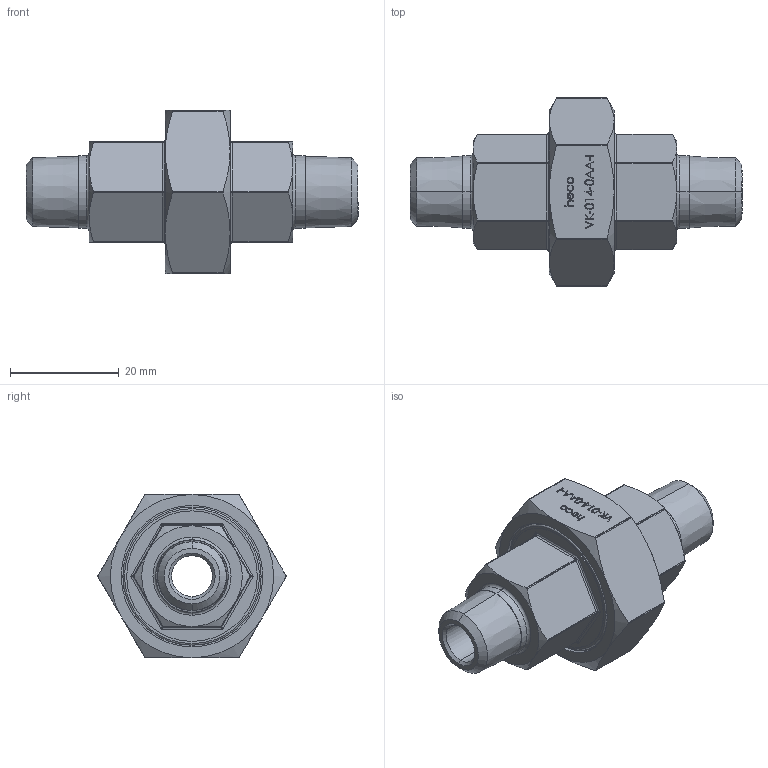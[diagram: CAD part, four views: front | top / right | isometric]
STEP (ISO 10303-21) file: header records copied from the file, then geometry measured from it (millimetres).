
FILE_DESCRIPTION (( 'STEP AP214' ), '1' );
FILE_NAME ('heco_VK-014-0AA-I.STEP', '2016-09-20T13:54:41', ( '' ), ( '' ), 'SwSTEP 2.0', 'SolidWorks 2016', '' );
FILE_SCHEMA (( 'AUTOMOTIVE_DESIGN' ));
Length unit declared in the file: millimetre
Products named in the file (1): heco_VK-014-0AA-I
Bounding box: 61 x 34.55 x 30.05 mm (x, y, z)
Volume: 15229.6 mm3; surface area: 7058.5 mm2
Topology: 1 solids, 1 shells, 332 faces, 821 edges, 512 vertices
Faces by surface type: plane 141, cylinder 76, bspline 65, cone 44, torus 6
Entity records: 14803 total; most frequent: CARTESIAN_POINT 5963, ORIENTED_EDGE 1618, DIRECTION 1163, EDGE_CURVE 809, VERTEX_POINT 512, VECTOR 443, LINE 443, EDGE_LOOP 367
